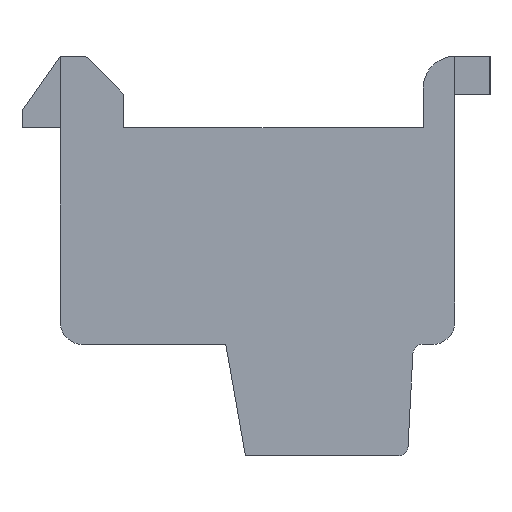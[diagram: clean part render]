
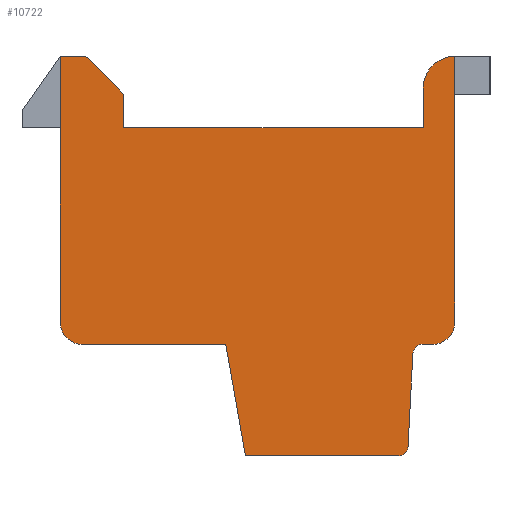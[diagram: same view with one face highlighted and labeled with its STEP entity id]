
A CAD part, left-side view. The second image highlights one B-rep face of the part: STEP entity #10722.
In plain terms, the highlighted planar face has unit normal (-1, 0, 0).
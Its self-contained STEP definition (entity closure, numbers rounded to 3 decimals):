
#1=CARTESIAN_POINT('',(0.,-5.55,-2.075));
#2=DIRECTION('',(1.,0.,0.));
#3=DIRECTION('',(0.,-1.,0.));
#4=AXIS2_PLACEMENT_3D('',#1,#2,#3);
#6=DIRECTION('',(0.,1.,0.));
#7=VECTOR('',#6,0.323);
#8=CARTESIAN_POINT('',(0.,-5.55,-2.775));
#9=LINE('',#8,#7);
#10=CARTESIAN_POINT('',(0.,-5.227,-3.075));
#11=DIRECTION('',(-1.,0.,0.));
#12=DIRECTION('',(0.,0.,1.));
#13=AXIS2_PLACEMENT_3D('',#10,#11,#12);
#15=DIRECTION('',(0.,0.052,-0.999));
#16=VECTOR('',#15,2.904);
#17=CARTESIAN_POINT('',(0.,-4.927,-3.075));
#18=LINE('',#17,#16);
#19=CARTESIAN_POINT('',(0.,-4.475,-5.975));
#20=DIRECTION('',(1.,0.,0.));
#21=DIRECTION('',(0.,-1.,0.));
#22=AXIS2_PLACEMENT_3D('',#19,#20,#21);
#24=DIRECTION('',(0.,1.,0.));
#25=VECTOR('',#24,4.808);
#26=CARTESIAN_POINT('',(0.,-4.475,-6.275));
#27=LINE('',#26,#25);
#28=DIRECTION('',(0.,0.174,0.985));
#29=VECTOR('',#28,3.554);
#30=CARTESIAN_POINT('',(0.,0.333,-6.275));
#31=LINE('',#30,#29);
#32=DIRECTION('',(0.,1.,0.));
#33=VECTOR('',#32,4.5);
#34=CARTESIAN_POINT('',(0.,0.95,-2.775));
#35=LINE('',#34,#33);
#36=CARTESIAN_POINT('',(0.,5.45,-2.075));
#37=DIRECTION('',(1.,0.,0.));
#38=DIRECTION('',(0.,0.,-1.));
#39=AXIS2_PLACEMENT_3D('',#36,#37,#38);
#41=CARTESIAN_POINT('',(0.,6.072,6.125));
#42=DIRECTION('',(1.,0.,0.));
#43=DIRECTION('',(0.,0.521,0.854));
#44=AXIS2_PLACEMENT_3D('',#41,#42,#43);
#46=DIRECTION('',(0.,-1.,0.));
#47=VECTOR('',#46,0.66);
#48=CARTESIAN_POINT('',(0.,6.072,6.275));
#49=LINE('',#48,#47);
#50=CARTESIAN_POINT('',(0.,5.412,6.125));
#51=DIRECTION('',(1.,0.,0.));
#52=DIRECTION('',(0.,0.,1.));
#53=AXIS2_PLACEMENT_3D('',#50,#51,#52);
#55=DIRECTION('',(0.,-0.707,-0.707));
#56=VECTOR('',#55,1.573);
#57=CARTESIAN_POINT('',(0.,5.306,6.231));
#58=LINE('',#57,#56);
#59=CARTESIAN_POINT('',(0.,4.3,5.013));
#60=DIRECTION('',(1.,0.,0.));
#61=DIRECTION('',(0.,-0.707,0.707));
#62=AXIS2_PLACEMENT_3D('',#59,#60,#61);
#64=DIRECTION('',(0.,0.,-1.));
#65=VECTOR('',#64,0.988);
#66=CARTESIAN_POINT('',(0.,4.15,5.013));
#67=LINE('',#66,#65);
#68=DIRECTION('',(0.,-1.,0.));
#69=VECTOR('',#68,9.4);
#70=CARTESIAN_POINT('',(0.,4.15,4.025));
#71=LINE('',#70,#69);
#72=DIRECTION('',(0.,0.,1.));
#73=VECTOR('',#72,1.25);
#74=CARTESIAN_POINT('',(0.,-5.25,4.025));
#75=LINE('',#74,#73);
#76=CARTESIAN_POINT('',(0.,-6.25,5.275));
#77=DIRECTION('',(1.,0.,0.));
#78=DIRECTION('',(0.,1.,0.));
#79=AXIS2_PLACEMENT_3D('',#76,#77,#78);
#289=DIRECTION('',(0.,0.,1.));
#290=VECTOR('',#289,8.35);
#291=CARTESIAN_POINT('',(0.,-6.25,-2.075));
#292=LINE('',#291,#290);
#4903=DIRECTION('',(0.,0.,-1.));
#4904=VECTOR('',#4903,8.328);
#4905=CARTESIAN_POINT('',(0.,6.15,6.253));
#4906=LINE('',#4905,#4904);
#8135=CARTESIAN_POINT('',(0.,6.072,6.275));
#8136=CARTESIAN_POINT('',(0.,5.412,6.275));
#8137=VERTEX_POINT('',#8135);
#8138=VERTEX_POINT('',#8136);
#8139=CARTESIAN_POINT('',(0.,5.306,6.231));
#8140=VERTEX_POINT('',#8139);
#8141=CARTESIAN_POINT('',(0.,4.194,5.119));
#8142=VERTEX_POINT('',#8141);
#8143=CARTESIAN_POINT('',(0.,4.15,5.013));
#8144=VERTEX_POINT('',#8143);
#8145=CARTESIAN_POINT('',(0.,4.15,4.025));
#8146=VERTEX_POINT('',#8145);
#8147=CARTESIAN_POINT('',(0.,-5.25,4.025));
#8148=VERTEX_POINT('',#8147);
#8149=CARTESIAN_POINT('',(0.,-5.25,5.275));
#8150=VERTEX_POINT('',#8149);
#8151=CARTESIAN_POINT('',(0.,-6.25,-2.075));
#8152=CARTESIAN_POINT('',(0.,-5.55,-2.775));
#8153=VERTEX_POINT('',#8151);
#8154=VERTEX_POINT('',#8152);
#8155=CARTESIAN_POINT('',(0.,-5.227,-2.775));
#8156=VERTEX_POINT('',#8155);
#8157=CARTESIAN_POINT('',(0.,-4.927,-3.075));
#8158=VERTEX_POINT('',#8157);
#8159=CARTESIAN_POINT('',(0.,-4.775,-5.975));
#8160=VERTEX_POINT('',#8159);
#8161=CARTESIAN_POINT('',(0.,-4.475,-6.275));
#8162=VERTEX_POINT('',#8161);
#8163=CARTESIAN_POINT('',(0.,0.333,-6.275));
#8164=VERTEX_POINT('',#8163);
#8165=CARTESIAN_POINT('',(0.,0.95,-2.775));
#8166=VERTEX_POINT('',#8165);
#8167=CARTESIAN_POINT('',(0.,5.45,-2.775));
#8168=VERTEX_POINT('',#8167);
#8169=CARTESIAN_POINT('',(0.,6.15,-2.075));
#8170=VERTEX_POINT('',#8169);
#9155=CARTESIAN_POINT('',(0.,6.15,6.253));
#9156=VERTEX_POINT('',#9155);
#9159=CARTESIAN_POINT('',(0.,-6.25,6.275));
#9160=VERTEX_POINT('',#9159);
#10675=CARTESIAN_POINT('',(0.,0.,0.));
#10676=DIRECTION('',(1.,0.,0.));
#10677=DIRECTION('',(0.,-1.,0.));
#10678=AXIS2_PLACEMENT_3D('',#10675,#10676,#10677);
#10679=PLANE('',#10678);
#10681=ORIENTED_EDGE('',*,*,#10680,.F.);
#10683=ORIENTED_EDGE('',*,*,#10682,.T.);
#10685=ORIENTED_EDGE('',*,*,#10684,.T.);
#10687=ORIENTED_EDGE('',*,*,#10686,.T.);
#10689=ORIENTED_EDGE('',*,*,#10688,.T.);
#10691=ORIENTED_EDGE('',*,*,#10690,.T.);
#10693=ORIENTED_EDGE('',*,*,#10692,.T.);
#10695=ORIENTED_EDGE('',*,*,#10694,.T.);
#10697=ORIENTED_EDGE('',*,*,#10696,.T.);
#10699=ORIENTED_EDGE('',*,*,#10698,.T.);
#10701=ORIENTED_EDGE('',*,*,#10700,.F.);
#10703=ORIENTED_EDGE('',*,*,#10702,.T.);
#10705=ORIENTED_EDGE('',*,*,#10704,.T.);
#10707=ORIENTED_EDGE('',*,*,#10706,.T.);
#10709=ORIENTED_EDGE('',*,*,#10708,.T.);
#10711=ORIENTED_EDGE('',*,*,#10710,.T.);
#10713=ORIENTED_EDGE('',*,*,#10712,.T.);
#10715=ORIENTED_EDGE('',*,*,#10714,.T.);
#10717=ORIENTED_EDGE('',*,*,#10716,.T.);
#10719=ORIENTED_EDGE('',*,*,#10718,.T.);
#10720=EDGE_LOOP('',(#10681,#10683,#10685,#10687,#10689,#10691,#10693,#10695,
#10697,#10699,#10701,#10703,#10705,#10707,#10709,#10711,#10713,#10715,#10717,
#10719));
#10721=FACE_OUTER_BOUND('',#10720,.F.);
#10722=ADVANCED_FACE('',(#10721),#10679,.F.);
#5=CIRCLE('',#4,0.7);
#14=CIRCLE('',#13,0.3);
#23=CIRCLE('',#22,0.3);
#40=CIRCLE('',#39,0.7);
#45=CIRCLE('',#44,0.15);
#54=CIRCLE('',#53,0.15);
#63=CIRCLE('',#62,0.15);
#80=CIRCLE('',#79,1.);
#10680=EDGE_CURVE('',#8153,#9160,#292,.T.);
#10682=EDGE_CURVE('',#8153,#8154,#5,.T.);
#10684=EDGE_CURVE('',#8154,#8156,#9,.T.);
#10686=EDGE_CURVE('',#8156,#8158,#14,.T.);
#10688=EDGE_CURVE('',#8158,#8160,#18,.T.);
#10690=EDGE_CURVE('',#8160,#8162,#23,.T.);
#10692=EDGE_CURVE('',#8162,#8164,#27,.T.);
#10694=EDGE_CURVE('',#8164,#8166,#31,.T.);
#10696=EDGE_CURVE('',#8166,#8168,#35,.T.);
#10698=EDGE_CURVE('',#8168,#8170,#40,.T.);
#10700=EDGE_CURVE('',#9156,#8170,#4906,.T.);
#10702=EDGE_CURVE('',#9156,#8137,#45,.T.);
#10704=EDGE_CURVE('',#8137,#8138,#49,.T.);
#10706=EDGE_CURVE('',#8138,#8140,#54,.T.);
#10708=EDGE_CURVE('',#8140,#8142,#58,.T.);
#10710=EDGE_CURVE('',#8142,#8144,#63,.T.);
#10712=EDGE_CURVE('',#8144,#8146,#67,.T.);
#10714=EDGE_CURVE('',#8146,#8148,#71,.T.);
#10716=EDGE_CURVE('',#8148,#8150,#75,.T.);
#10718=EDGE_CURVE('',#8150,#9160,#80,.T.);
